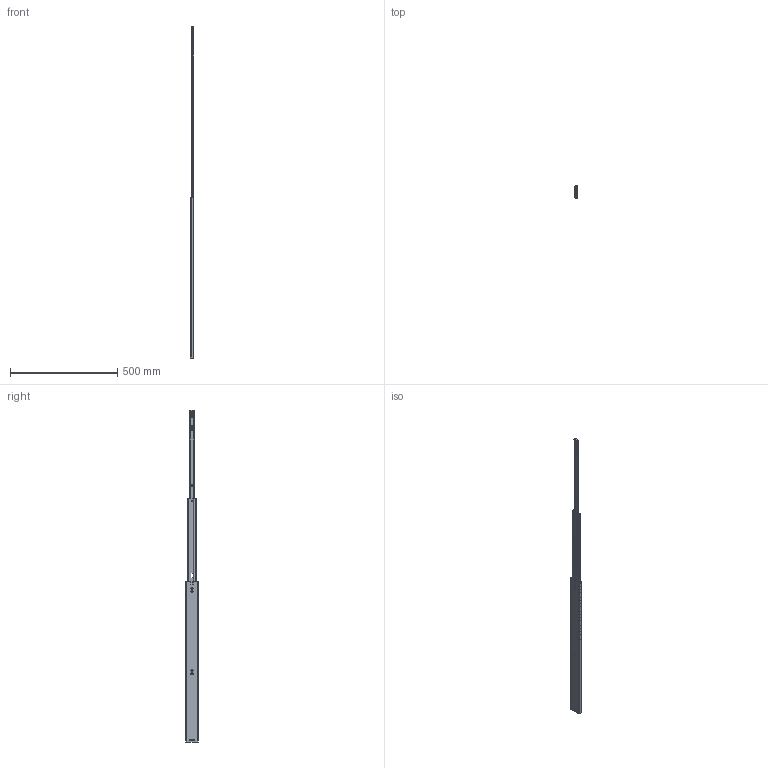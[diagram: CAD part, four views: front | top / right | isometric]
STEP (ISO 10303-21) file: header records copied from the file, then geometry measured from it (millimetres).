
FILE_DESCRIPTION(/* description */ ('Überauszug Serie 038 750x800'),/* implementation_level */ '2;1');
FILE_NAME(/* name */ '07000069010.stp',/* time_stamp */ '2020-06-18T16:25:10+02:00',/* author */ ('Dennis Bruder'),/* organization */ (''),/* preprocessor_version */ 'ST-DEVELOPER v18',/* originating_system */ 'Autodesk Inventor 2020',/* authorisation */ '');
FILE_SCHEMA (('AUTOMOTIVE_DESIGN { 1 0 10303 214 3 1 1 }'));
Products named in the file (1): 07000069010
Bounding box: 18.3 x 57.38 x 1550 mm (x, y, z)
Volume: 294549.3 mm3; surface area: 386787.2 mm2
Topology: 99 solids, 99 shells, 4463 faces, 13599 edges, 9083 vertices
Faces by surface type: plane 2074, cylinder 1015, cone 689, torus 308, bspline 287, sphere 90
Full cylindrical faces by diameter (mm): 3.5 x2, 4.5 x6, 4.6 x7, 5.9 x2, 6 x2, 8 x4, 8.2 x1
Entity records: 196825 total; most frequent: CARTESIAN_POINT 77152, ORIENTED_EDGE 26834, DIRECTION 21208, EDGE_CURVE 13417, VERTEX_POINT 9083, AXIS2_PLACEMENT_3D 7365, LINE 6478, VECTOR 6478
